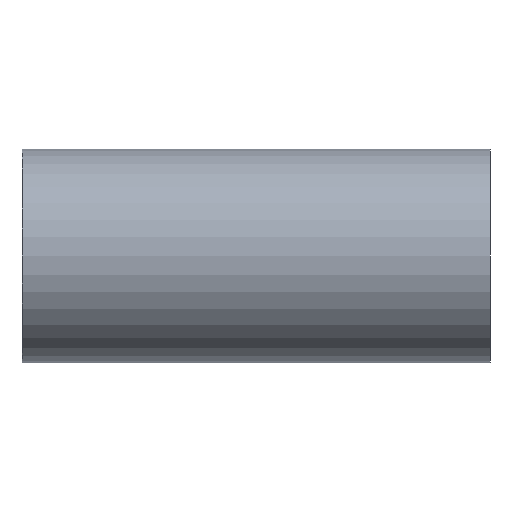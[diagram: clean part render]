
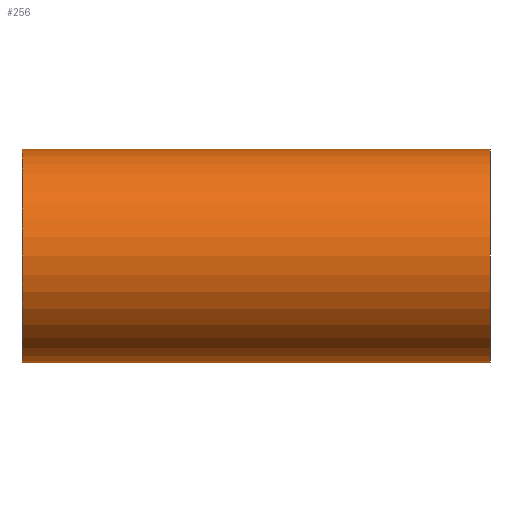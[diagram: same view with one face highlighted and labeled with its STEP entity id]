
A CAD part, front view. The second image highlights one B-rep face of the part: STEP entity #256.
In plain terms, the highlighted cylindrical face has radius 41 mm (diameter 82 mm), a partial arc.
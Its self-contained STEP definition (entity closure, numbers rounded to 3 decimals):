
#39 = CIRCLE ( 'NONE', #308, 41. ) ;
#50 = VERTEX_POINT ( 'NONE', #336 ) ;
#64 = CIRCLE ( 'NONE', #285, 41. ) ;
#68 = EDGE_CURVE ( 'NONE', #135, #50, #39, .T. ) ;
#70 = DIRECTION ( 'NONE',  ( 0., 0., 1. ) ) ;
#99 = DIRECTION ( 'NONE',  ( 0., 0., 1. ) ) ;
#100 = FACE_OUTER_BOUND ( 'NONE', #231, .T. ) ;
#102 = LINE ( 'NONE', #215, #112 ) ;
#105 = VERTEX_POINT ( 'NONE', #172 ) ;
#112 = VECTOR ( 'NONE', #282, 1000. ) ;
#114 = ORIENTED_EDGE ( 'NONE', *, *, #68, .F. ) ;
#125 = VECTOR ( 'NONE', #134, 1000. ) ;
#126 = DIRECTION ( 'NONE',  ( -1., 0., 0. ) ) ;
#134 = DIRECTION ( 'NONE',  ( -1., 0., 0. ) ) ;
#135 = VERTEX_POINT ( 'NONE', #173 ) ;
#148 = EDGE_CURVE ( 'NONE', #321, #50, #102, .T. ) ;
#159 = DIRECTION ( 'NONE',  ( -1., 0., 0. ) ) ;
#160 = ORIENTED_EDGE ( 'NONE', *, *, #328, .T. ) ;
#172 = CARTESIAN_POINT ( 'NONE',  ( 0., 0., -41. ) ) ;
#173 = CARTESIAN_POINT ( 'NONE',  ( -180., 0., -41. ) ) ;
#189 = DIRECTION ( 'NONE',  ( 0., 0., 1. ) ) ;
#203 = AXIS2_PLACEMENT_3D ( 'NONE', #276, #159, #99 ) ;
#208 = CYLINDRICAL_SURFACE ( 'NONE', #203, 41. ) ;
#215 = CARTESIAN_POINT ( 'NONE',  ( 0., 0., 41. ) ) ;
#217 = CARTESIAN_POINT ( 'NONE',  ( 0., 0., 41. ) ) ;
#220 = CARTESIAN_POINT ( 'NONE',  ( 0., 0., -41. ) ) ;
#229 = DIRECTION ( 'NONE',  ( -1., 0., 0. ) ) ;
#231 = EDGE_LOOP ( 'NONE', ( #389, #160, #295, #114 ) ) ;
#256 = ADVANCED_FACE ( 'NONE', ( #100 ), #208, .T. ) ;
#276 = CARTESIAN_POINT ( 'NONE',  ( 0., 0., 0. ) ) ;
#282 = DIRECTION ( 'NONE',  ( -1., 0., 0. ) ) ;
#285 = AXIS2_PLACEMENT_3D ( 'NONE', #347, #126, #70 ) ;
#293 = CARTESIAN_POINT ( 'NONE',  ( -180., 0., 0. ) ) ;
#295 = ORIENTED_EDGE ( 'NONE', *, *, #148, .T. ) ;
#308 = AXIS2_PLACEMENT_3D ( 'NONE', #293, #229, #189 ) ;
#321 = VERTEX_POINT ( 'NONE', #217 ) ;
#324 = LINE ( 'NONE', #220, #125 ) ;
#328 = EDGE_CURVE ( 'NONE', #105, #321, #64, .T. ) ;
#336 = CARTESIAN_POINT ( 'NONE',  ( -180., 0., 41. ) ) ;
#344 = EDGE_CURVE ( 'NONE', #105, #135, #324, .T. ) ;
#347 = CARTESIAN_POINT ( 'NONE',  ( 0., 0., 0. ) ) ;
#389 = ORIENTED_EDGE ( 'NONE', *, *, #344, .F. ) ;
